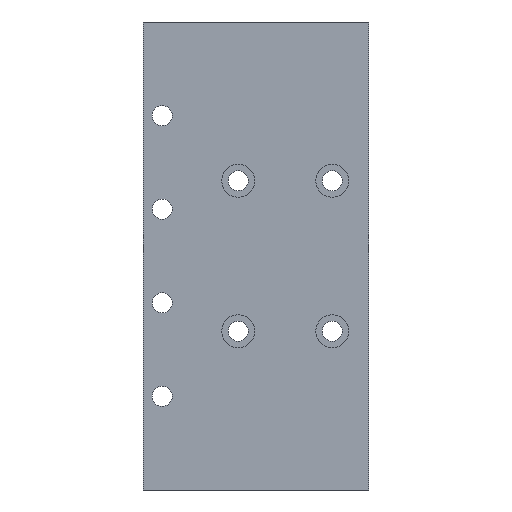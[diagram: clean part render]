
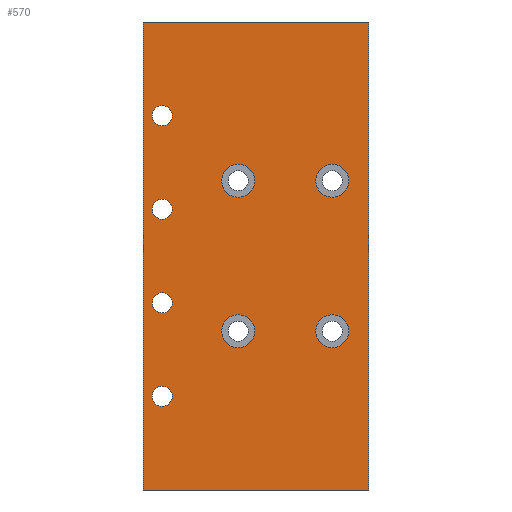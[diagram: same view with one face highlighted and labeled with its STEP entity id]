
A CAD part, front view. The second image highlights one B-rep face of the part: STEP entity #570.
In plain terms, the highlighted planar face has unit normal (0, -1, 0).
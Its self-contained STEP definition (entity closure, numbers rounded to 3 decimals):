
#31=LINE('',#995,#59);
#35=LINE('',#1003,#63);
#38=LINE('',#1009,#66);
#41=LINE('',#1014,#69);
#59=VECTOR('',#833,10.);
#63=VECTOR('',#839,10.);
#66=VECTOR('',#844,10.);
#69=VECTOR('',#849,10.);
#103=FACE_BOUND('',#187,.T.);
#104=FACE_BOUND('',#188,.T.);
#105=FACE_BOUND('',#189,.T.);
#106=FACE_BOUND('',#190,.T.);
#107=FACE_BOUND('',#191,.T.);
#108=FACE_BOUND('',#192,.T.);
#109=FACE_BOUND('',#193,.T.);
#110=FACE_BOUND('',#194,.T.);
#140=FACE_OUTER_BOUND('',#186,.T.);
#186=EDGE_LOOP('',(#511,#512,#513,#514));
#187=EDGE_LOOP('',(#515));
#188=EDGE_LOOP('',(#516));
#189=EDGE_LOOP('',(#517));
#190=EDGE_LOOP('',(#518));
#191=EDGE_LOOP('',(#519,#520));
#192=EDGE_LOOP('',(#521,#522));
#193=EDGE_LOOP('',(#523,#524));
#194=EDGE_LOOP('',(#525,#526));
#200=CIRCLE('',#599,3.378);
#206=CIRCLE('',#608,3.378);
#212=CIRCLE('',#617,3.378);
#218=CIRCLE('',#626,3.378);
#222=CIRCLE('',#632,5.557);
#223=CIRCLE('',#633,5.557);
#228=CIRCLE('',#641,5.557);
#229=CIRCLE('',#642,5.557);
#234=CIRCLE('',#650,5.557);
#235=CIRCLE('',#651,5.557);
#240=CIRCLE('',#659,5.557);
#241=CIRCLE('',#660,5.557);
#248=VERTEX_POINT('',#870);
#254=VERTEX_POINT('',#887);
#260=VERTEX_POINT('',#904);
#266=VERTEX_POINT('',#921);
#270=VERTEX_POINT('',#932);
#271=VERTEX_POINT('',#933);
#276=VERTEX_POINT('',#949);
#277=VERTEX_POINT('',#950);
#282=VERTEX_POINT('',#966);
#283=VERTEX_POINT('',#967);
#288=VERTEX_POINT('',#983);
#289=VERTEX_POINT('',#984);
#291=VERTEX_POINT('',#993);
#292=VERTEX_POINT('',#994);
#295=VERTEX_POINT('',#1002);
#297=VERTEX_POINT('',#1008);
#306=EDGE_CURVE('',#248,#248,#200,.T.);
#314=EDGE_CURVE('',#254,#254,#206,.T.);
#322=EDGE_CURVE('',#260,#260,#212,.T.);
#330=EDGE_CURVE('',#266,#266,#218,.T.);
#334=EDGE_CURVE('',#270,#271,#222,.T.);
#335=EDGE_CURVE('',#271,#270,#223,.T.);
#342=EDGE_CURVE('',#276,#277,#228,.T.);
#343=EDGE_CURVE('',#277,#276,#229,.T.);
#350=EDGE_CURVE('',#282,#283,#234,.T.);
#351=EDGE_CURVE('',#283,#282,#235,.T.);
#358=EDGE_CURVE('',#288,#289,#240,.T.);
#359=EDGE_CURVE('',#289,#288,#241,.T.);
#363=EDGE_CURVE('',#291,#292,#31,.T.);
#367=EDGE_CURVE('',#295,#291,#35,.T.);
#370=EDGE_CURVE('',#297,#295,#38,.T.);
#373=EDGE_CURVE('',#292,#297,#41,.T.);
#511=ORIENTED_EDGE('',*,*,#373,.F.);
#512=ORIENTED_EDGE('',*,*,#363,.F.);
#513=ORIENTED_EDGE('',*,*,#367,.F.);
#514=ORIENTED_EDGE('',*,*,#370,.F.);
#515=ORIENTED_EDGE('',*,*,#306,.T.);
#516=ORIENTED_EDGE('',*,*,#314,.T.);
#517=ORIENTED_EDGE('',*,*,#322,.T.);
#518=ORIENTED_EDGE('',*,*,#330,.T.);
#519=ORIENTED_EDGE('',*,*,#334,.T.);
#520=ORIENTED_EDGE('',*,*,#335,.T.);
#521=ORIENTED_EDGE('',*,*,#342,.T.);
#522=ORIENTED_EDGE('',*,*,#343,.T.);
#523=ORIENTED_EDGE('',*,*,#350,.T.);
#524=ORIENTED_EDGE('',*,*,#351,.T.);
#525=ORIENTED_EDGE('',*,*,#358,.T.);
#526=ORIENTED_EDGE('',*,*,#359,.T.);
#540=PLANE('',#668);
#570=ADVANCED_FACE('',(#140,#103,#104,#105,#106,#107,#108,#109,#110),#540,
 .T.);
#599=AXIS2_PLACEMENT_3D('',#872,#689,#690);
#608=AXIS2_PLACEMENT_3D('',#889,#709,#710);
#617=AXIS2_PLACEMENT_3D('',#906,#729,#730);
#626=AXIS2_PLACEMENT_3D('',#923,#749,#750);
#632=AXIS2_PLACEMENT_3D('',#934,#761,#762);
#633=AXIS2_PLACEMENT_3D('',#935,#763,#764);
#641=AXIS2_PLACEMENT_3D('',#951,#781,#782);
#642=AXIS2_PLACEMENT_3D('',#952,#783,#784);
#650=AXIS2_PLACEMENT_3D('',#968,#801,#802);
#651=AXIS2_PLACEMENT_3D('',#969,#803,#804);
#659=AXIS2_PLACEMENT_3D('',#985,#821,#822);
#660=AXIS2_PLACEMENT_3D('',#986,#823,#824);
#668=AXIS2_PLACEMENT_3D('',#1017,#853,#854);
#689=DIRECTION('center_axis',(0.,1.,0.));
#690=DIRECTION('ref_axis',(1.,0.,0.));
#709=DIRECTION('center_axis',(0.,1.,0.));
#710=DIRECTION('ref_axis',(1.,0.,0.));
#729=DIRECTION('center_axis',(0.,1.,0.));
#730=DIRECTION('ref_axis',(1.,0.,0.));
#749=DIRECTION('center_axis',(0.,1.,0.));
#750=DIRECTION('ref_axis',(1.,0.,0.));
#761=DIRECTION('center_axis',(0.,1.,0.));
#762=DIRECTION('ref_axis',(1.,0.,0.));
#763=DIRECTION('center_axis',(0.,1.,0.));
#764=DIRECTION('ref_axis',(1.,0.,0.));
#781=DIRECTION('center_axis',(0.,1.,0.));
#782=DIRECTION('ref_axis',(1.,0.,0.));
#783=DIRECTION('center_axis',(0.,1.,0.));
#784=DIRECTION('ref_axis',(1.,0.,0.));
#801=DIRECTION('center_axis',(0.,1.,0.));
#802=DIRECTION('ref_axis',(1.,0.,0.));
#803=DIRECTION('center_axis',(0.,1.,0.));
#804=DIRECTION('ref_axis',(1.,0.,0.));
#821=DIRECTION('center_axis',(0.,1.,0.));
#822=DIRECTION('ref_axis',(1.,0.,0.));
#823=DIRECTION('center_axis',(0.,1.,0.));
#824=DIRECTION('ref_axis',(1.,0.,0.));
#833=DIRECTION('',(0.,0.,1.));
#839=DIRECTION('',(-1.,0.,0.));
#844=DIRECTION('',(0.,0.,-1.));
#849=DIRECTION('',(1.,0.,0.));
#853=DIRECTION('center_axis',(0.,-1.,0.));
#854=DIRECTION('ref_axis',(0.,0.,-1.));
#870=CARTESIAN_POINT('',(-35.028,0.,47.4));
#872=CARTESIAN_POINT('Origin',(-31.65,0.,47.4));
#887=CARTESIAN_POINT('',(-35.028,0.,-47.4));
#889=CARTESIAN_POINT('Origin',(-31.65,0.,-47.4));
#904=CARTESIAN_POINT('',(-35.028,0.,-15.8));
#906=CARTESIAN_POINT('Origin',(-31.65,0.,-15.8));
#921=CARTESIAN_POINT('',(-35.028,0.,15.8));
#923=CARTESIAN_POINT('Origin',(-31.65,0.,15.8));
#932=CARTESIAN_POINT('',(31.307,0.,-25.4));
#933=CARTESIAN_POINT('',(20.194,0.,-25.4));
#934=CARTESIAN_POINT('Origin',(25.75,0.,-25.4));
#935=CARTESIAN_POINT('Origin',(25.75,0.,-25.4));
#949=CARTESIAN_POINT('',(-0.444,0.,25.4));
#950=CARTESIAN_POINT('',(-11.557,0.,25.4));
#951=CARTESIAN_POINT('Origin',(-6.,0.,25.4));
#952=CARTESIAN_POINT('Origin',(-6.,0.,25.4));
#966=CARTESIAN_POINT('',(31.307,0.,25.4));
#967=CARTESIAN_POINT('',(20.194,0.,25.4));
#968=CARTESIAN_POINT('Origin',(25.75,0.,25.4));
#969=CARTESIAN_POINT('Origin',(25.75,0.,25.4));
#983=CARTESIAN_POINT('',(-0.443,0.,-25.4));
#984=CARTESIAN_POINT('',(-11.557,0.,-25.4));
#985=CARTESIAN_POINT('Origin',(-6.,0.,-25.4));
#986=CARTESIAN_POINT('Origin',(-6.,0.,-25.4));
#993=CARTESIAN_POINT('',(-38.,0.,-79.));
#994=CARTESIAN_POINT('',(-38.,0.,79.));
#995=CARTESIAN_POINT('',(-38.,0.,-79.));
#1002=CARTESIAN_POINT('',(38.,0.,-79.));
#1003=CARTESIAN_POINT('',(38.,0.,-79.));
#1008=CARTESIAN_POINT('',(38.,0.,79.));
#1009=CARTESIAN_POINT('',(38.,0.,79.));
#1014=CARTESIAN_POINT('',(-38.,0.,79.));
#1017=CARTESIAN_POINT('Origin',(0.,0.,0.));
